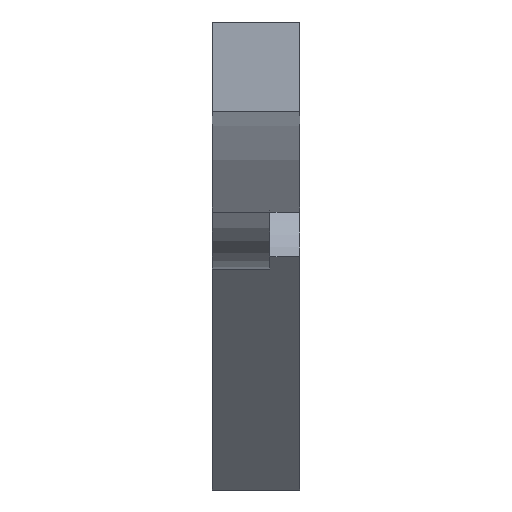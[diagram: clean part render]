
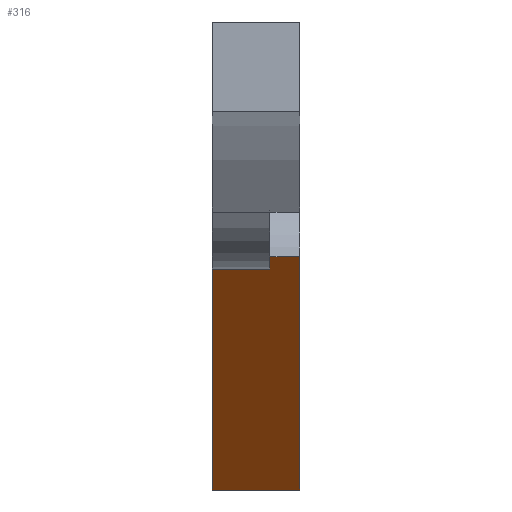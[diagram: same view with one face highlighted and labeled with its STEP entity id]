
A CAD part, left-side view. The second image highlights one B-rep face of the part: STEP entity #316.
In plain terms, the highlighted planar face has unit normal (-0.413, 0, -0.911).
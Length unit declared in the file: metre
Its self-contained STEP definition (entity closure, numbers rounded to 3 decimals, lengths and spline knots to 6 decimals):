
#81=ORIENTED_EDGE('',*,*,#147,.T.);
#82=ORIENTED_EDGE('',*,*,#141,.F.);
#83=ORIENTED_EDGE('',*,*,#158,.F.);
#84=ORIENTED_EDGE('',*,*,#159,.F.);
#85=ORIENTED_EDGE('',*,*,#160,.T.);
#141=EDGE_CURVE('',#184,#185,#212,.T.);
#147=EDGE_CURVE('',#188,#185,#214,.T.);
#158=EDGE_CURVE('',#196,#184,#220,.T.);
#159=EDGE_CURVE('',#197,#196,#221,.T.);
#160=EDGE_CURVE('',#197,#188,#222,.T.);
#184=VERTEX_POINT('',#475);
#185=VERTEX_POINT('',#476);
#188=VERTEX_POINT('',#491);
#196=VERTEX_POINT('',#548);
#197=VERTEX_POINT('',#550);
#212=LINE('',#474,#241);
#214=LINE('',#490,#243);
#220=LINE('',#547,#249);
#221=LINE('',#549,#250);
#222=LINE('',#551,#251);
#241=VECTOR('',#388,1.);
#243=VECTOR('',#398,1.);
#249=VECTOR('',#414,1.);
#250=VECTOR('',#415,1.);
#251=VECTOR('',#416,1.);
#269=EDGE_LOOP('',(#81,#82,#83,#84,#85));
#288=FACE_BOUND('',#269,.T.);
#302=PLANE('',#353);
#316=ADVANCED_FACE('',(#288),#302,.T.);
#353=AXIS2_PLACEMENT_3D('',#546,#412,#413);
#388=DIRECTION('',(0.,-1.,0.));
#398=DIRECTION('',(-0.911,0.,0.413));
#412=DIRECTION('',(-0.413,0.,-0.911));
#413=DIRECTION('',(-0.911,0.,0.413));
#414=DIRECTION('',(0.,-1.,0.));
#415=DIRECTION('',(-0.911,0.,0.413));
#416=DIRECTION('',(0.,-1.,0.));
#474=CARTESIAN_POINT('',(0.318595,-0.0825,0.042532));
#475=CARTESIAN_POINT('',(0.318595,-0.0873,0.042532));
#476=CARTESIAN_POINT('',(0.318595,-0.0898,0.042532));
#490=CARTESIAN_POINT('',(0.340087,-0.0898,0.032791));
#491=CARTESIAN_POINT('',(0.361579,-0.0898,0.02305));
#546=CARTESIAN_POINT('',(0.340087,-0.0825,0.032791));
#547=CARTESIAN_POINT('',(0.318595,-0.0825,0.042532));
#548=CARTESIAN_POINT('',(0.318595,-0.0825,0.042532));
#549=CARTESIAN_POINT('',(0.340087,-0.0825,0.032791));
#550=CARTESIAN_POINT('',(0.361579,-0.0825,0.02305));
#551=CARTESIAN_POINT('',(0.361579,-0.0825,0.02305));
